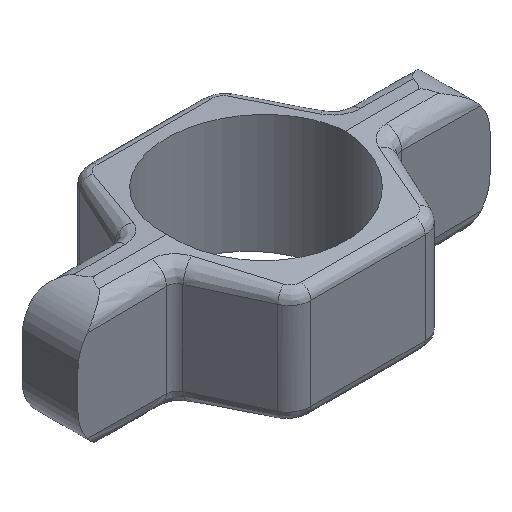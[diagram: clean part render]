
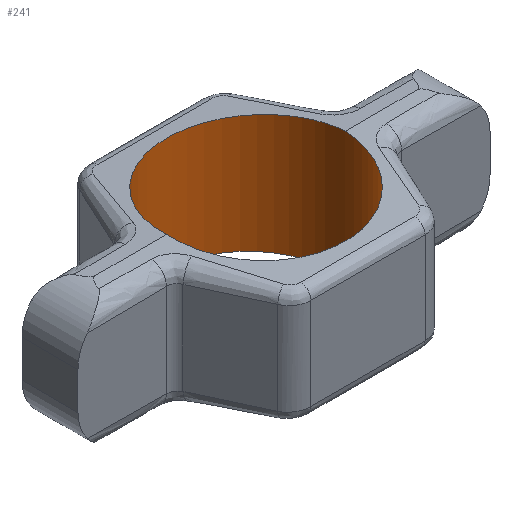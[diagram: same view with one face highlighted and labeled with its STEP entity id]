
A CAD part, isometric view. The second image highlights one B-rep face of the part: STEP entity #241.
In plain terms, the highlighted cylindrical face has radius 25.337 mm (diameter 50.673 mm), a full revolution.
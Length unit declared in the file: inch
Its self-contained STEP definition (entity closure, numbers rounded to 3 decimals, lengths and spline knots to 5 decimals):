
#25 = DIRECTION ( 'NONE',  ( 0., 0., -1. ) ) ;
#110 = CARTESIAN_POINT ( 'NONE',  ( -0.9975, -1.995, 0.57552 ) ) ;
#126 = VERTEX_POINT ( 'NONE', #1671 ) ;
#241 = ADVANCED_FACE ( 'NONE', ( #581, #657 ), #1945, .F. ) ;
#312 = CARTESIAN_POINT ( 'NONE',  ( -0.9975, 1.995, -0.57552 ) ) ;
#324 = DIRECTION ( 'NONE',  ( -1., 0., 0. ) ) ;
#397 =( BOUNDED_CURVE ( )  B_SPLINE_CURVE ( 3, ( #2241, #2242, #1094, #966 ),
 .UNSPECIFIED., .F., .T. ) 
 B_SPLINE_CURVE_WITH_KNOTS ( ( 4, 4 ),
 ( 1.5708, 4.71239 ),
 .UNSPECIFIED. ) 
 CURVE ( )  GEOMETRIC_REPRESENTATION_ITEM ( )  RATIONAL_B_SPLINE_CURVE ( ( 1., 0.333, 0.333, 1. ) ) 
 REPRESENTATION_ITEM ( '' )  );
#531 = ORIENTED_EDGE ( 'NONE', *, *, #2237, .T. ) ;
#548 = CARTESIAN_POINT ( 'NONE',  ( 0.9975, 0., -0.70802 ) ) ;
#562 = CARTESIAN_POINT ( 'NONE',  ( 0.9975, -1.995, 0.57552 ) ) ;
#570 = VERTEX_POINT ( 'NONE', #2473 ) ;
#581 = FACE_OUTER_BOUND ( 'NONE', #1909, .T. ) ;
#586 = VERTEX_POINT ( 'NONE', #2845 ) ;
#630 = AXIS2_PLACEMENT_3D ( 'NONE', #2142, #25, #324 ) ;
#657 = FACE_OUTER_BOUND ( 'NONE', #2172, .T. ) ;
#738 =( BOUNDED_CURVE ( )  B_SPLINE_CURVE ( 3, ( #2700, #312, #1829, #548 ),
 .UNSPECIFIED., .F., .T. ) 
 B_SPLINE_CURVE_WITH_KNOTS ( ( 4, 4 ),
 ( 1.5708, 4.71239 ),
 .UNSPECIFIED. ) 
 CURVE ( )  GEOMETRIC_REPRESENTATION_ITEM ( )  RATIONAL_B_SPLINE_CURVE ( ( 1., 0.333, 0.333, 1. ) ) 
 REPRESENTATION_ITEM ( '' )  );
#798 = EDGE_CURVE ( 'NONE', #586, #1157, #397, .T. ) ;
#966 = CARTESIAN_POINT ( 'NONE',  ( 0.9975, 0., -0.70802 ) ) ;
#1094 = CARTESIAN_POINT ( 'NONE',  ( 0.9975, -1.995, -0.57552 ) ) ;
#1112 = ORIENTED_EDGE ( 'NONE', *, *, #1468, .T. ) ;
#1157 = VERTEX_POINT ( 'NONE', #1555 ) ;
#1189 = EDGE_CURVE ( 'NONE', #570, #126, #2630, .T. ) ;
#1339 = ORIENTED_EDGE ( 'NONE', *, *, #1189, .F. ) ;
#1395 = CARTESIAN_POINT ( 'NONE',  ( -0.9975, 0., 0.70802 ) ) ;
#1468 = EDGE_CURVE ( 'NONE', #586, #1157, #738, .T. ) ;
#1555 = CARTESIAN_POINT ( 'NONE',  ( 0.9975, 0., -0.70802 ) ) ;
#1671 = CARTESIAN_POINT ( 'NONE',  ( 0.9975, 0., 0.70802 ) ) ;
#1829 = CARTESIAN_POINT ( 'NONE',  ( 0.9975, 1.995, -0.57552 ) ) ;
#1883 =( BOUNDED_CURVE ( )  B_SPLINE_CURVE ( 3, ( #1395, #110, #562, #2086 ),
 .UNSPECIFIED., .F., .F. ) 
 B_SPLINE_CURVE_WITH_KNOTS ( ( 4, 4 ),
 ( 4.71239, 7.85398 ),
 .UNSPECIFIED. ) 
 CURVE ( )  GEOMETRIC_REPRESENTATION_ITEM ( )  RATIONAL_B_SPLINE_CURVE ( ( 1., 0.333, 0.333, 1. ) ) 
 REPRESENTATION_ITEM ( '' )  );
#1909 = EDGE_LOOP ( 'NONE', ( #2593, #1112 ) ) ;
#1945 = CYLINDRICAL_SURFACE ( 'NONE', #630, 0.9975 ) ;
#2001 = CARTESIAN_POINT ( 'NONE',  ( 0.9975, 0., 0.70802 ) ) ;
#2017 = CARTESIAN_POINT ( 'NONE',  ( 0.9975, 1.995, 0.57552 ) ) ;
#2086 = CARTESIAN_POINT ( 'NONE',  ( 0.9975, 0., 0.70802 ) ) ;
#2123 = CARTESIAN_POINT ( 'NONE',  ( -0.9975, 0., 0.70802 ) ) ;
#2126 = CARTESIAN_POINT ( 'NONE',  ( -0.9975, 1.995, 0.57552 ) ) ;
#2142 = CARTESIAN_POINT ( 'NONE',  ( 0., 0., 0.625 ) ) ;
#2172 = EDGE_LOOP ( 'NONE', ( #1339, #531 ) ) ;
#2237 = EDGE_CURVE ( 'NONE', #570, #126, #1883, .T. ) ;
#2241 = CARTESIAN_POINT ( 'NONE',  ( -0.9975, 0., -0.70802 ) ) ;
#2242 = CARTESIAN_POINT ( 'NONE',  ( -0.9975, -1.995, -0.57552 ) ) ;
#2473 = CARTESIAN_POINT ( 'NONE',  ( -0.9975, 0., 0.70802 ) ) ;
#2593 = ORIENTED_EDGE ( 'NONE', *, *, #798, .F. ) ;
#2630 =( BOUNDED_CURVE ( )  B_SPLINE_CURVE ( 3, ( #2123, #2126, #2017, #2001 ),
 .UNSPECIFIED., .F., .F. ) 
 B_SPLINE_CURVE_WITH_KNOTS ( ( 4, 4 ),
 ( 4.71239, 7.85398 ),
 .UNSPECIFIED. ) 
 CURVE ( )  GEOMETRIC_REPRESENTATION_ITEM ( )  RATIONAL_B_SPLINE_CURVE ( ( 1., 0.333, 0.333, 1. ) ) 
 REPRESENTATION_ITEM ( '' )  );
#2700 = CARTESIAN_POINT ( 'NONE',  ( -0.9975, 0., -0.70802 ) ) ;
#2845 = CARTESIAN_POINT ( 'NONE',  ( -0.9975, 0., -0.70802 ) ) ;
